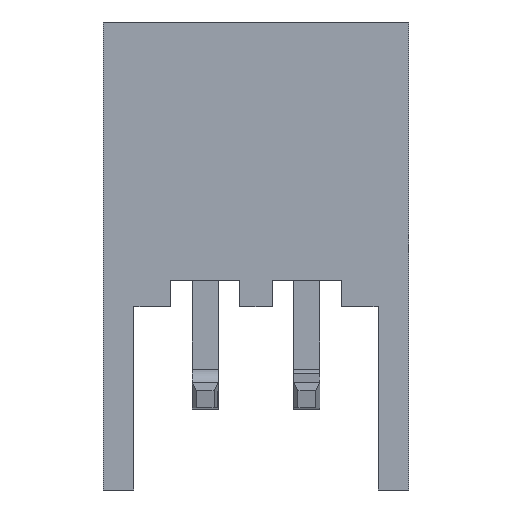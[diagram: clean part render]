
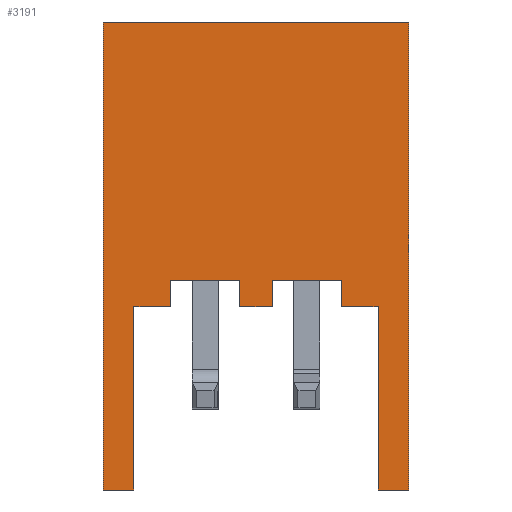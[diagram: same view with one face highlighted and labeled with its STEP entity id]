
A CAD part, front view. The second image highlights one B-rep face of the part: STEP entity #3191.
In plain terms, the highlighted planar face has unit normal (0, -1, 0).
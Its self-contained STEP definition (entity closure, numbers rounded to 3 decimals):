
#237=DIRECTION('',(-1.,0.,0.));
#238=VECTOR('',#237,0.9);
#239=CARTESIAN_POINT('',(2.9,0.,-7.));
#240=LINE('',#239,#238);
#245=DIRECTION('',(1.,0.,0.));
#246=VECTOR('',#245,0.9);
#247=CARTESIAN_POINT('',(7.1,0.,-7.));
#248=LINE('',#247,#246);
#265=DIRECTION('',(1.,0.,0.));
#266=VECTOR('',#265,0.8);
#267=CARTESIAN_POINT('',(4.6,0.,-7.));
#268=LINE('',#267,#266);
#293=DIRECTION('',(0.,0.,-1.));
#294=VECTOR('',#293,0.65);
#295=CARTESIAN_POINT('',(4.6,0.,-6.35));
#296=LINE('',#295,#294);
#297=DIRECTION('',(1.,0.,0.));
#298=VECTOR('',#297,1.7);
#299=CARTESIAN_POINT('',(2.9,0.,-6.35));
#300=LINE('',#299,#298);
#301=DIRECTION('',(0.,0.,1.));
#302=VECTOR('',#301,0.65);
#303=CARTESIAN_POINT('',(2.9,0.,-7.));
#304=LINE('',#303,#302);
#305=DIRECTION('',(0.,0.,-1.));
#306=VECTOR('',#305,11.5);
#307=CARTESIAN_POINT('',(1.25,0.,0.));
#308=LINE('',#307,#306);
#309=DIRECTION('',(1.,0.,0.));
#310=VECTOR('',#309,7.5);
#311=CARTESIAN_POINT('',(1.25,0.,0.));
#312=LINE('',#311,#310);
#313=DIRECTION('',(0.,0.,-1.));
#314=VECTOR('',#313,11.5);
#315=CARTESIAN_POINT('',(8.75,0.,0.));
#316=LINE('',#315,#314);
#317=DIRECTION('',(0.,0.,1.));
#318=VECTOR('',#317,0.65);
#319=CARTESIAN_POINT('',(7.1,0.,-7.));
#320=LINE('',#319,#318);
#321=DIRECTION('',(-1.,0.,0.));
#322=VECTOR('',#321,1.7);
#323=CARTESIAN_POINT('',(7.1,0.,-6.35));
#324=LINE('',#323,#322);
#325=DIRECTION('',(0.,0.,-1.));
#326=VECTOR('',#325,0.65);
#327=CARTESIAN_POINT('',(5.4,0.,-6.35));
#328=LINE('',#327,#326);
#1393=DIRECTION('',(1.,0.,0.));
#1394=VECTOR('',#1393,0.75);
#1395=CARTESIAN_POINT('',(1.25,0.,-11.5));
#1396=LINE('',#1395,#1394);
#1405=DIRECTION('',(0.,0.,-1.));
#1406=VECTOR('',#1405,4.5);
#1407=CARTESIAN_POINT('',(2.,0.,-7.));
#1408=LINE('',#1407,#1406);
#1841=DIRECTION('',(-1.,0.,0.));
#1842=VECTOR('',#1841,0.75);
#1843=CARTESIAN_POINT('',(8.75,0.,-11.5));
#1844=LINE('',#1843,#1842);
#1849=DIRECTION('',(0.,0.,-1.));
#1850=VECTOR('',#1849,4.5);
#1851=CARTESIAN_POINT('',(8.,0.,-7.));
#1852=LINE('',#1851,#1850);
#2239=CARTESIAN_POINT('',(8.75,0.,0.));
#2240=VERTEX_POINT('',#2239);
#2259=CARTESIAN_POINT('',(8.75,0.,-11.5));
#2261=VERTEX_POINT('',#2259);
#2263=CARTESIAN_POINT('',(8.,0.,-11.5));
#2265=VERTEX_POINT('',#2263);
#2267=CARTESIAN_POINT('',(8.,0.,-7.));
#2269=VERTEX_POINT('',#2267);
#2305=CARTESIAN_POINT('',(7.1,0.,-6.35));
#2307=VERTEX_POINT('',#2305);
#2309=CARTESIAN_POINT('',(5.4,0.,-6.35));
#2311=VERTEX_POINT('',#2309);
#2341=CARTESIAN_POINT('',(7.1,0.,-7.));
#2342=VERTEX_POINT('',#2341);
#2343=CARTESIAN_POINT('',(5.4,0.,-7.));
#2344=VERTEX_POINT('',#2343);
#2603=CARTESIAN_POINT('',(1.25,0.,0.));
#2604=VERTEX_POINT('',#2603);
#2623=CARTESIAN_POINT('',(1.25,0.,-11.5));
#2625=VERTEX_POINT('',#2623);
#2627=CARTESIAN_POINT('',(2.,0.,-11.5));
#2629=VERTEX_POINT('',#2627);
#2631=CARTESIAN_POINT('',(2.,0.,-7.));
#2633=VERTEX_POINT('',#2631);
#2669=CARTESIAN_POINT('',(2.9,0.,-6.35));
#2671=VERTEX_POINT('',#2669);
#2673=CARTESIAN_POINT('',(4.6,0.,-6.35));
#2675=VERTEX_POINT('',#2673);
#2681=CARTESIAN_POINT('',(2.9,0.,-7.));
#2682=VERTEX_POINT('',#2681);
#2683=CARTESIAN_POINT('',(4.6,0.,-7.));
#2684=VERTEX_POINT('',#2683);
#3158=CARTESIAN_POINT('',(-8.75,0.,0.));
#3159=DIRECTION('',(0.,-1.,0.));
#3160=DIRECTION('',(0.,0.,-1.));
#3161=AXIS2_PLACEMENT_3D('',#3158,#3159,#3160);
#3162=PLANE('',#3161);
#3163=ORIENTED_EDGE('',*,*,#3111,.F.);
#3165=ORIENTED_EDGE('',*,*,#3164,.F.);
#3166=ORIENTED_EDGE('',*,*,#3139,.F.);
#3167=ORIENTED_EDGE('',*,*,#3128,.F.);
#3168=ORIENTED_EDGE('',*,*,#3078,.T.);
#3170=ORIENTED_EDGE('',*,*,#3169,.T.);
#3172=ORIENTED_EDGE('',*,*,#3171,.F.);
#3174=ORIENTED_EDGE('',*,*,#3173,.F.);
#3176=ORIENTED_EDGE('',*,*,#3175,.T.);
#3177=ORIENTED_EDGE('',*,*,#2952,.T.);
#3179=ORIENTED_EDGE('',*,*,#3178,.T.);
#3181=ORIENTED_EDGE('',*,*,#3180,.F.);
#3182=ORIENTED_EDGE('',*,*,#3090,.F.);
#3184=ORIENTED_EDGE('',*,*,#3183,.T.);
#3186=ORIENTED_EDGE('',*,*,#3185,.T.);
#3188=ORIENTED_EDGE('',*,*,#3187,.T.);
#3189=EDGE_LOOP('',(#3163,#3165,#3166,#3167,#3168,#3170,#3172,#3174,#3176,#3177,
#3179,#3181,#3182,#3184,#3186,#3188));
#3190=FACE_OUTER_BOUND('',#3189,.F.);
#2952=EDGE_CURVE('',#2240,#2261,#316,.T.);
#3078=EDGE_CURVE('',#2682,#2633,#240,.T.);
#3090=EDGE_CURVE('',#2342,#2269,#248,.T.);
#3111=EDGE_CURVE('',#2684,#2344,#268,.T.);
#3128=EDGE_CURVE('',#2682,#2671,#304,.T.);
#3139=EDGE_CURVE('',#2671,#2675,#300,.T.);
#3164=EDGE_CURVE('',#2675,#2684,#296,.T.);
#3169=EDGE_CURVE('',#2633,#2629,#1408,.T.);
#3171=EDGE_CURVE('',#2625,#2629,#1396,.T.);
#3173=EDGE_CURVE('',#2604,#2625,#308,.T.);
#3175=EDGE_CURVE('',#2604,#2240,#312,.T.);
#3178=EDGE_CURVE('',#2261,#2265,#1844,.T.);
#3180=EDGE_CURVE('',#2269,#2265,#1852,.T.);
#3183=EDGE_CURVE('',#2342,#2307,#320,.T.);
#3185=EDGE_CURVE('',#2307,#2311,#324,.T.);
#3187=EDGE_CURVE('',#2311,#2344,#328,.T.);
#3191=ADVANCED_FACE('',(#3190),#3162,.T.);
